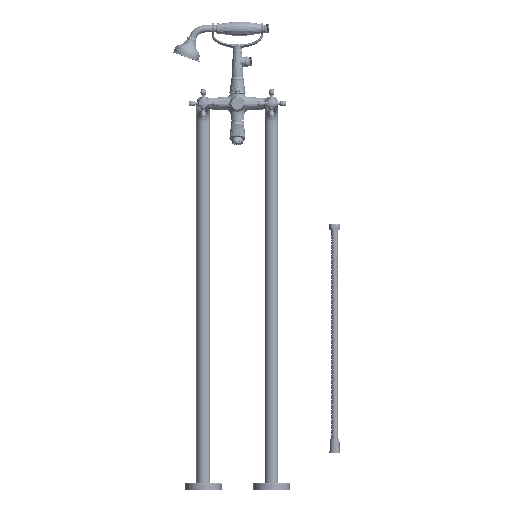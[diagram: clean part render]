
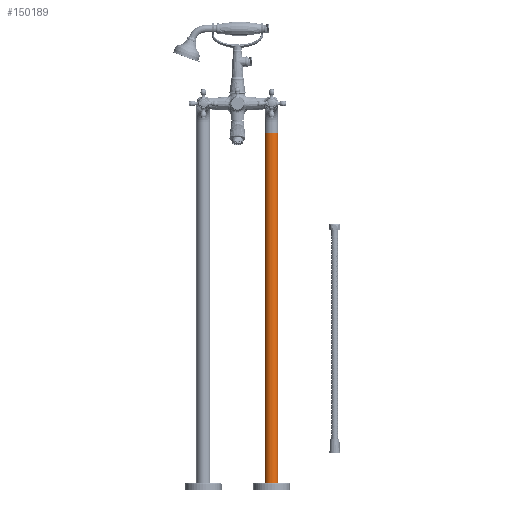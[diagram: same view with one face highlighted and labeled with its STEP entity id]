
A CAD part, top view. The second image highlights one B-rep face of the part: STEP entity #150189.
In plain terms, the highlighted cylindrical face has radius 15 mm (diameter 30 mm), a partial arc.
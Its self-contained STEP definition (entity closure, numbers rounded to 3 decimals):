
#150041=CARTESIAN_POINT('',(75.,-848.,-91.5));
#150042=DIRECTION('',(0.,1.,0.));
#150043=DIRECTION('',(-1.,0.,0.));
#150044=AXIS2_PLACEMENT_3D('',#150041,#150042,#150043);
#150056=DIRECTION('',(0.,1.,0.));
#150057=VECTOR('',#150056,783.5);
#150058=CARTESIAN_POINT('',(60.,-848.,-91.5));
#150059=LINE('',#150058,#150057);
#150060=DIRECTION('',(0.,-1.,0.));
#150061=VECTOR('',#150060,783.5);
#150062=CARTESIAN_POINT('',(90.,-64.5,-91.5));
#150063=LINE('',#150062,#150061);
#150069=CARTESIAN_POINT('',(75.,-64.5,-91.5));
#150070=DIRECTION('',(0.,-1.,0.));
#150071=DIRECTION('',(1.,0.,0.));
#150072=AXIS2_PLACEMENT_3D('',#150069,#150070,#150071);
#150120=CARTESIAN_POINT('',(90.,-848.,-91.5));
#150121=CARTESIAN_POINT('',(60.,-848.,-91.5));
#150122=VERTEX_POINT('',#150120);
#150123=VERTEX_POINT('',#150121);
#150128=CARTESIAN_POINT('',(90.,-64.5,-91.5));
#150129=VERTEX_POINT('',#150128);
#150130=CARTESIAN_POINT('',(60.,-64.5,-91.5));
#150131=VERTEX_POINT('',#150130);
#150177=CARTESIAN_POINT('',(75.,-863.67,-91.5));
#150178=DIRECTION('',(0.,1.,0.));
#150179=DIRECTION('',(1.,0.,0.));
#150180=AXIS2_PLACEMENT_3D('',#150177,#150178,#150179);
#150181=CYLINDRICAL_SURFACE('',#150180,15.);
#150182=ORIENTED_EDGE('',*,*,#150151,.F.);
#150183=ORIENTED_EDGE('',*,*,#150172,.T.);
#150185=ORIENTED_EDGE('',*,*,#150184,.F.);
#150186=ORIENTED_EDGE('',*,*,#150168,.T.);
#150187=EDGE_LOOP('',(#150182,#150183,#150185,#150186));
#150188=FACE_OUTER_BOUND('',#150187,.F.);
#150045=CIRCLE('',#150044,15.);
#150073=CIRCLE('',#150072,15.);
#150151=EDGE_CURVE('',#150123,#150122,#150045,.T.);
#150168=EDGE_CURVE('',#150129,#150122,#150063,.T.);
#150172=EDGE_CURVE('',#150123,#150131,#150059,.T.);
#150184=EDGE_CURVE('',#150129,#150131,#150073,.T.);
#150189=ADVANCED_FACE('',(#150188),#150181,.T.);
